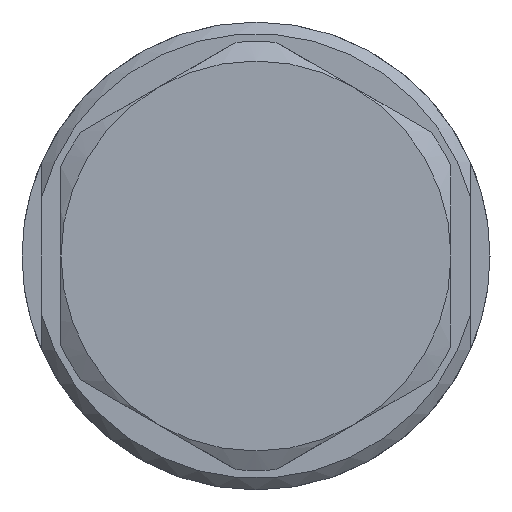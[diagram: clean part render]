
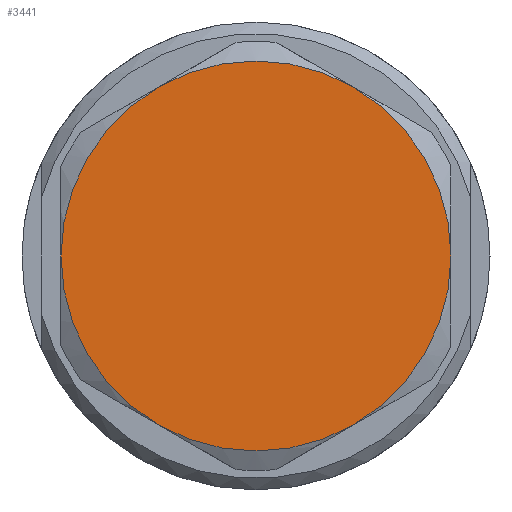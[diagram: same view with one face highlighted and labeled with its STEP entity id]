
A CAD part, left-side view. The second image highlights one B-rep face of the part: STEP entity #3441.
In plain terms, the highlighted planar face has unit normal (-1, 0, 0).
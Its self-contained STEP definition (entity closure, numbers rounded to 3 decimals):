
#626=CARTESIAN_POINT('',(-34.5,0.,0.));
#627=DIRECTION('',(-1.,0.,0.));
#628=DIRECTION('',(0.,0.5,0.866));
#629=AXIS2_PLACEMENT_3D('',#626,#627,#628);
#634=CARTESIAN_POINT('',(-34.5,0.,0.));
#635=DIRECTION('',(-1.,0.,0.));
#636=DIRECTION('',(0.,-0.5,0.866));
#637=AXIS2_PLACEMENT_3D('',#634,#635,#636);
#642=CARTESIAN_POINT('',(-34.5,0.,0.));
#643=DIRECTION('',(-1.,0.,0.));
#644=DIRECTION('',(0.,-1.,0.));
#645=AXIS2_PLACEMENT_3D('',#642,#643,#644);
#650=CARTESIAN_POINT('',(-34.5,0.,0.));
#651=DIRECTION('',(-1.,0.,0.));
#652=DIRECTION('',(0.,-0.5,-0.866));
#653=AXIS2_PLACEMENT_3D('',#650,#651,#652);
#658=CARTESIAN_POINT('',(-34.5,0.,0.));
#659=DIRECTION('',(-1.,0.,0.));
#660=DIRECTION('',(0.,0.,-1.));
#661=AXIS2_PLACEMENT_3D('',#658,#659,#660);
#666=CARTESIAN_POINT('',(-34.5,0.,0.));
#667=DIRECTION('',(-1.,0.,0.));
#668=DIRECTION('',(0.,0.5,-0.866));
#669=AXIS2_PLACEMENT_3D('',#666,#667,#668);
#674=CARTESIAN_POINT('',(-34.5,0.,0.));
#675=DIRECTION('',(-1.,0.,0.));
#676=DIRECTION('',(0.,1.,0.));
#677=AXIS2_PLACEMENT_3D('',#674,#675,#676);
#2723=CARTESIAN_POINT('',(-34.5,2.5,4.33));
#2724=CARTESIAN_POINT('',(-34.5,5.,0.));
#2725=VERTEX_POINT('',#2723);
#2726=VERTEX_POINT('',#2724);
#2727=CARTESIAN_POINT('',(-34.5,2.5,-4.33));
#2728=VERTEX_POINT('',#2727);
#2729=CARTESIAN_POINT('',(-34.5,0.,-5.));
#2730=VERTEX_POINT('',#2729);
#2731=CARTESIAN_POINT('',(-34.5,-2.5,-4.33));
#2732=VERTEX_POINT('',#2731);
#2733=CARTESIAN_POINT('',(-34.5,-5.,0.));
#2734=VERTEX_POINT('',#2733);
#2735=CARTESIAN_POINT('',(-34.5,-2.5,4.33));
#2736=VERTEX_POINT('',#2735);
#3425=CARTESIAN_POINT('',(-34.5,0.,0.));
#3426=DIRECTION('',(-1.,0.,0.));
#3427=DIRECTION('',(0.,0.,1.));
#3428=AXIS2_PLACEMENT_3D('',#3425,#3426,#3427);
#3429=PLANE('',#3428);
#3431=ORIENTED_EDGE('',*,*,#3430,.F.);
#3432=ORIENTED_EDGE('',*,*,#3348,.F.);
#3433=ORIENTED_EDGE('',*,*,#3315,.F.);
#3435=ORIENTED_EDGE('',*,*,#3434,.F.);
#3436=ORIENTED_EDGE('',*,*,#3254,.F.);
#3437=ORIENTED_EDGE('',*,*,#3252,.F.);
#3438=ORIENTED_EDGE('',*,*,#3408,.F.);
#3439=EDGE_LOOP('',(#3431,#3432,#3433,#3435,#3436,#3437,#3438));
#3440=FACE_OUTER_BOUND('',#3439,.F.);
#3441=ADVANCED_FACE('',(#3440),#3429,.T.);
#630=CIRCLE('',#629,5.);
#638=CIRCLE('',#637,5.);
#646=CIRCLE('',#645,5.);
#654=CIRCLE('',#653,5.);
#662=CIRCLE('',#661,5.);
#670=CIRCLE('',#669,5.);
#678=CIRCLE('',#677,5.);
#3252=EDGE_CURVE('',#2728,#2730,#670,.T.);
#3254=EDGE_CURVE('',#2730,#2732,#662,.T.);
#3315=EDGE_CURVE('',#2734,#2736,#646,.T.);
#3348=EDGE_CURVE('',#2736,#2725,#638,.T.);
#3408=EDGE_CURVE('',#2726,#2728,#678,.T.);
#3430=EDGE_CURVE('',#2725,#2726,#630,.T.);
#3434=EDGE_CURVE('',#2732,#2734,#654,.T.);
